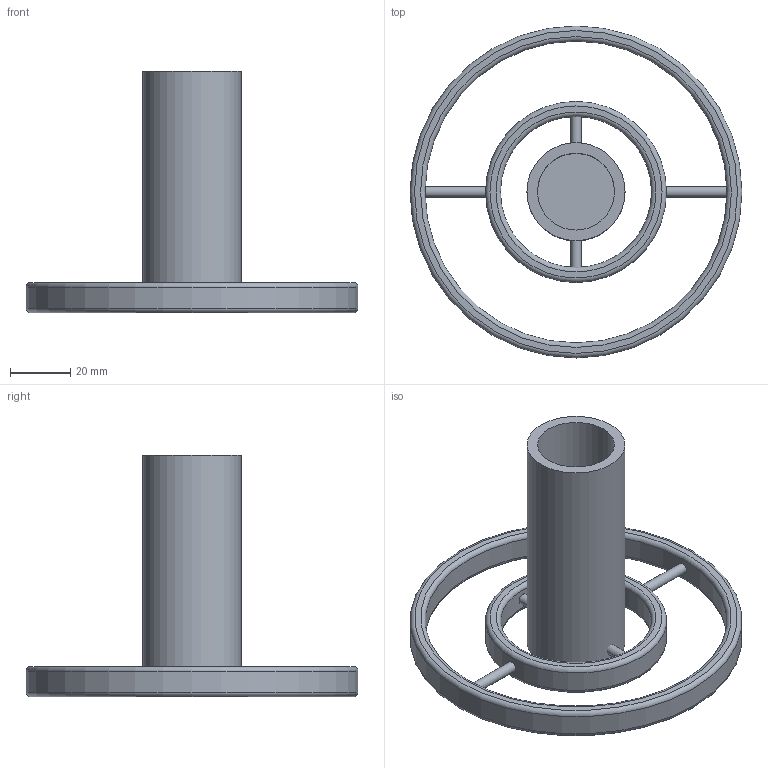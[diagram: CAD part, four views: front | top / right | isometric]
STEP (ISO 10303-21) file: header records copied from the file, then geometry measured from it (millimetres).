
FILE_DESCRIPTION(/* description */ (''),/* implementation_level */ '2;1');
FILE_NAME(/* name */ 'TVC Tiger v3.step',/* time_stamp */ '2023-07-16T22:03:47-04:00',/* author */ (''),/* organization */ (''),/* preprocessor_version */ 'ST-DEVELOPER v19.2',/* originating_system */ 'Autodesk Translation Framework v12.6.0.85',/* authorisation */ '');
FILE_SCHEMA (('AUTOMOTIVE_DESIGN { 1 0 10303 214 3 1 1 }'));
Length unit declared in the file: millimetre
Products named in the file (1): TVC Tiger
Bounding box: 110 x 110 x 80 mm (x, y, z)
Volume: 52036.4 mm3; surface area: 30477.7 mm2
Topology: 7 solids, 7 shells, 33 faces, 50 edges, 32 vertices
Faces by surface type: plane 15, cylinder 10, torus 8
Full cylindrical faces by diameter (mm): 3.5 x4, 25.5 x1, 32.5 x1, 50 x1, 60 x1, 100 x1, 110 x1
Entity records: 794 total; most frequent: DIRECTION 158, CARTESIAN_POINT 116, ORIENTED_EDGE 100, AXIS2_PLACEMENT_3D 74, EDGE_CURVE 50, CIRCLE 40, EDGE_LOOP 38, FACE_OUTER_BOUND 33
